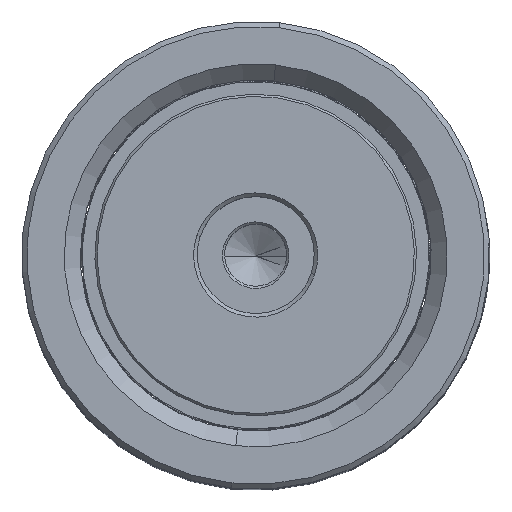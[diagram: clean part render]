
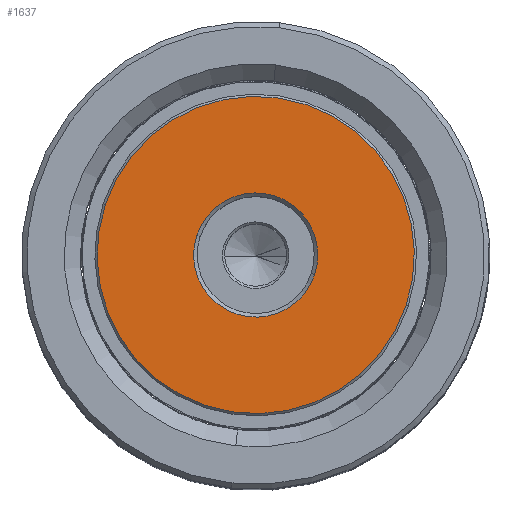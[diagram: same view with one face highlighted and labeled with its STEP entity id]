
A CAD part, top view. The second image highlights one B-rep face of the part: STEP entity #1637.
In plain terms, the highlighted face is planar.
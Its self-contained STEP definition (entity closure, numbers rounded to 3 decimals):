
#1637 = ADVANCED_FACE ( 'NONE', ( #25674, #16595 ), #28434, .F. ) ;
#2603 = AXIS2_PLACEMENT_3D ( 'NONE', #25113, #18275, #4687 ) ;
#3066 = CARTESIAN_POINT ( 'NONE',  ( 0., 0., 0. ) ) ;
#4240 = EDGE_CURVE ( 'NONE', #43582, #31769, #15915, .T. ) ;
#4328 = ORIENTED_EDGE ( 'NONE', *, *, #29969, .T. ) ;
#4687 = DIRECTION ( 'NONE',  ( 1., 0., 0. ) ) ;
#7766 = EDGE_LOOP ( 'NONE', ( #22039, #14992 ) ) ;
#8183 = EDGE_CURVE ( 'NONE', #20292, #12908, #33849, .T. ) ;
#8511 = DIRECTION ( 'NONE',  ( 0., 0., 1. ) ) ;
#8861 = DIRECTION ( 'NONE',  ( 1., 0., 0. ) ) ;
#8959 = DIRECTION ( 'NONE',  ( 0., 0., 1. ) ) ;
#11906 = CIRCLE ( 'NONE', #22922, 8.5 ) ;
#12908 = VERTEX_POINT ( 'NONE', #24460 ) ;
#14344 = EDGE_CURVE ( 'NONE', #31769, #43582, #11906, .T. ) ;
#14992 = ORIENTED_EDGE ( 'NONE', *, *, #14344, .T. ) ;
#15915 = CIRCLE ( 'NONE', #24984, 8.5 ) ;
#16595 = FACE_BOUND ( 'NONE', #7766, .T. ) ;
#18275 = DIRECTION ( 'NONE',  ( 0., 0., 1. ) ) ;
#19087 = ORIENTED_EDGE ( 'NONE', *, *, #8183, .T. ) ;
#20292 = VERTEX_POINT ( 'NONE', #41327 ) ;
#22039 = ORIENTED_EDGE ( 'NONE', *, *, #4240, .T. ) ;
#22922 = AXIS2_PLACEMENT_3D ( 'NONE', #43598, #8959, #29759 ) ;
#24460 = CARTESIAN_POINT ( 'NONE',  ( 21.7, 0., 0. ) ) ;
#24599 = AXIS2_PLACEMENT_3D ( 'NONE', #3066, #44144, #33483 ) ;
#24984 = AXIS2_PLACEMENT_3D ( 'NONE', #36089, #8511, #29005 ) ;
#25113 = CARTESIAN_POINT ( 'NONE',  ( 0., 0., 0. ) ) ;
#25674 = FACE_OUTER_BOUND ( 'NONE', #41215, .T. ) ;
#28434 = PLANE ( 'NONE',  #2603 ) ;
#29005 = DIRECTION ( 'NONE',  ( 1., 0., 0. ) ) ;
#29759 = DIRECTION ( 'NONE',  ( 1., 0., 0. ) ) ;
#29969 = EDGE_CURVE ( 'NONE', #12908, #20292, #41797, .T. ) ;
#30455 = CARTESIAN_POINT ( 'NONE',  ( 8.5, 0., 0. ) ) ;
#31769 = VERTEX_POINT ( 'NONE', #30455 ) ;
#32217 = DIRECTION ( 'NONE',  ( 0., 0., -1. ) ) ;
#33483 = DIRECTION ( 'NONE',  ( 1., 0., 0. ) ) ;
#33849 = CIRCLE ( 'NONE', #35810, 21.7 ) ;
#35810 = AXIS2_PLACEMENT_3D ( 'NONE', #39175, #32217, #8861 ) ;
#36089 = CARTESIAN_POINT ( 'NONE',  ( 0., 0., 0. ) ) ;
#37820 = CARTESIAN_POINT ( 'NONE',  ( -8.5, 0., 0. ) ) ;
#39175 = CARTESIAN_POINT ( 'NONE',  ( 0., 0., 0. ) ) ;
#41215 = EDGE_LOOP ( 'NONE', ( #4328, #19087 ) ) ;
#41327 = CARTESIAN_POINT ( 'NONE',  ( -21.7, 0., 0. ) ) ;
#41797 = CIRCLE ( 'NONE', #24599, 21.7 ) ;
#43582 = VERTEX_POINT ( 'NONE', #37820 ) ;
#43598 = CARTESIAN_POINT ( 'NONE',  ( 0., 0., 0. ) ) ;
#44144 = DIRECTION ( 'NONE',  ( 0., 0., -1. ) ) ;
